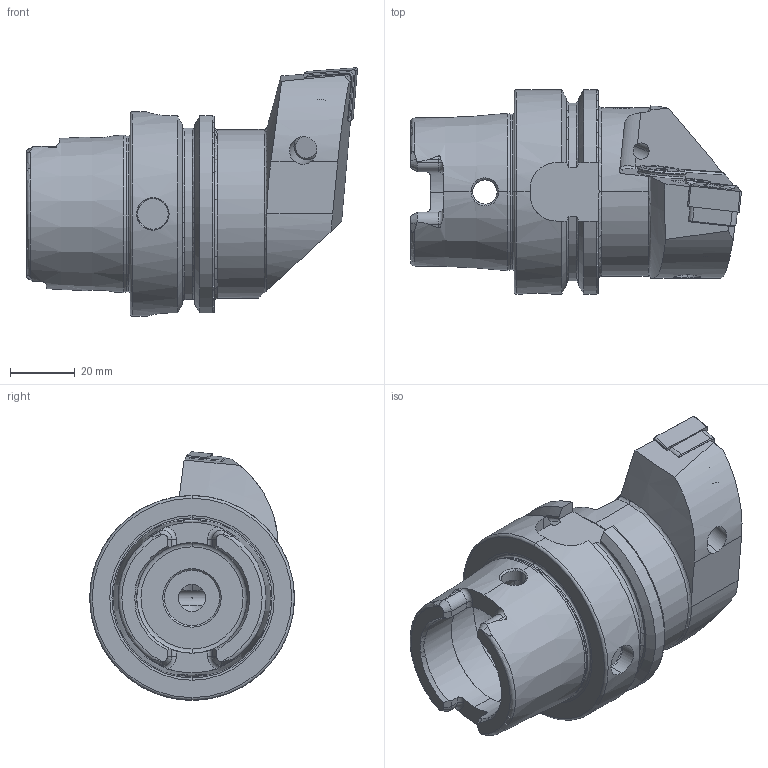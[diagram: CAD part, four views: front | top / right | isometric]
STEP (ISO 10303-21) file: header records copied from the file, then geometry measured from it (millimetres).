
FILE_DESCRIPTION (( 'STEP AP214' ), '1' );
FILE_NAME ('HA6.PCE.LLA.070-HP.STEP', '2020-09-17T06:40:29', ( '' ), ( '' ), 'SwSTEP 2.0', 'SolidWorks 2017', '' );
FILE_SCHEMA (( 'AUTOMOTIVE_DESIGN' ));
Length unit declared in the file: millimetre
Products named in the file (13): CHP-ER1.015.006; CHP-ER1.008.014_A; WCE-ER4.101.020_A; DIN 3771 - 13x1; CNMG160604; WCE-ER3.101.000_A; HA6-PCE.LLA.070-HP_B; ISO 8752 2x8; WCE-ER2.101.004_A; HA6.PCE.LLA.070-HP; WCE-ER1.101.000; DIN 7991 - M5x15; CHP-ER1.015.006_A
Assembly tree (12 placements, depth 3):
  HA6.PCE.LLA.070-HP
    HA6-PCE.LLA.070-HP_B
    WCE-ER3.101.000_A
    WCE-ER4.101.020_A
    CNMG160604
    WCE-ER2.101.004_A
    ISO 8752 2x8
    CHP-ER1.015.006
      CHP-ER1.015.006_A
      DIN 3771 - 13x1
      DIN 7991 - M5x15
    CHP-ER1.008.014_A
    WCE-ER1.101.000
Bounding box: 101.9 x 63 x 76.5 mm (x, y, z)
Volume: 149257.1 mm3; surface area: 36849.2 mm2
Topology: 11 solids, 11 shells, 508 faces, 1278 edges, 777 vertices
Faces by surface type: plane 163, cylinder 139, cone 126, torus 56, bspline 24
Entity records: 18534 total; most frequent: CARTESIAN_POINT 5590, ORIENTED_EDGE 2516, DIRECTION 2401, EDGE_CURVE 1258, AXIS2_PLACEMENT_3D 941, VERTEX_POINT 777, EDGE_LOOP 535, LINE 519
